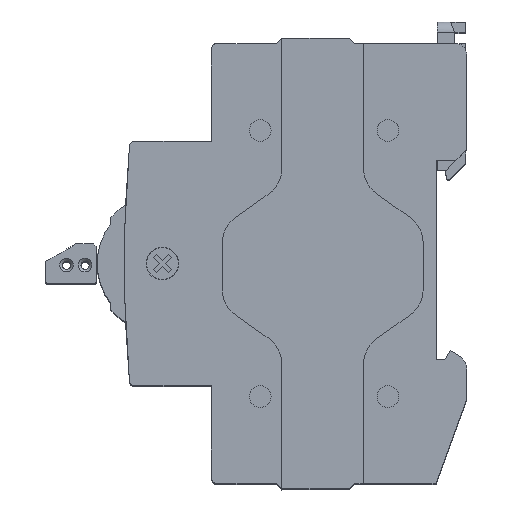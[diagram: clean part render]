
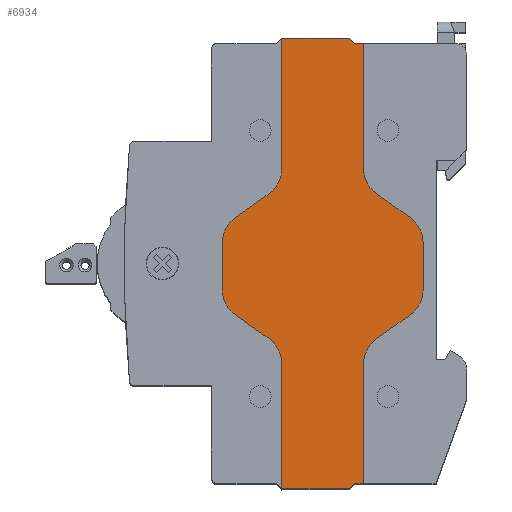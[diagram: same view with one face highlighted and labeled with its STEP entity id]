
A CAD part, top view. The second image highlights one B-rep face of the part: STEP entity #6934.
In plain terms, the highlighted planar face has unit normal (0, 0, 1).
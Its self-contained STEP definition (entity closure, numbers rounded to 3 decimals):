
#325=CIRCLE('',#7505,6.);
#326=CIRCLE('',#7508,6.);
#327=CIRCLE('',#7511,6.);
#328=CIRCLE('',#7514,6.);
#329=CIRCLE('',#7518,6.);
#330=CIRCLE('',#7521,6.);
#331=CIRCLE('',#7524,6.);
#332=CIRCLE('',#7527,6.);
#2041=ORIENTED_EDGE('',*,*,#2508,.F.);
#2042=ORIENTED_EDGE('',*,*,#3168,.F.);
#2043=ORIENTED_EDGE('',*,*,#3166,.F.);
#2044=ORIENTED_EDGE('',*,*,#3164,.F.);
#2045=ORIENTED_EDGE('',*,*,#3162,.F.);
#2046=ORIENTED_EDGE('',*,*,#3160,.F.);
#2047=ORIENTED_EDGE('',*,*,#3158,.F.);
#2048=ORIENTED_EDGE('',*,*,#3156,.F.);
#2049=ORIENTED_EDGE('',*,*,#3154,.F.);
#2050=ORIENTED_EDGE('',*,*,#3152,.F.);
#2051=ORIENTED_EDGE('',*,*,#2468,.F.);
#2052=ORIENTED_EDGE('',*,*,#2428,.F.);
#2053=ORIENTED_EDGE('',*,*,#2936,.F.);
#2054=ORIENTED_EDGE('',*,*,#3151,.F.);
#2055=ORIENTED_EDGE('',*,*,#3149,.F.);
#2056=ORIENTED_EDGE('',*,*,#3147,.F.);
#2057=ORIENTED_EDGE('',*,*,#3145,.F.);
#2058=ORIENTED_EDGE('',*,*,#3143,.F.);
#2059=ORIENTED_EDGE('',*,*,#3141,.F.);
#2060=ORIENTED_EDGE('',*,*,#3139,.F.);
#2061=ORIENTED_EDGE('',*,*,#3137,.F.);
#2062=ORIENTED_EDGE('',*,*,#3135,.F.);
#2063=ORIENTED_EDGE('',*,*,#2424,.F.);
#2064=ORIENTED_EDGE('',*,*,#2455,.F.);
#2424=EDGE_CURVE('',#3354,#3352,#4011,.T.);
#2428=EDGE_CURVE('',#3358,#3359,#4015,.T.);
#2455=EDGE_CURVE('',#3384,#3354,#4042,.T.);
#2468=EDGE_CURVE('',#3359,#3395,#4051,.T.);
#2508=EDGE_CURVE('',#3433,#3384,#4079,.T.);
#2936=EDGE_CURVE('',#3743,#3358,#4412,.T.);
#3135=EDGE_CURVE('',#3352,#3840,#4563,.T.);
#3137=EDGE_CURVE('',#3840,#3841,#325,.T.);
#3139=EDGE_CURVE('',#3841,#3842,#4566,.T.);
#3141=EDGE_CURVE('',#3842,#3843,#326,.T.);
#3143=EDGE_CURVE('',#3843,#3844,#4569,.T.);
#3145=EDGE_CURVE('',#3844,#3845,#327,.T.);
#3147=EDGE_CURVE('',#3845,#3846,#4572,.T.);
#3149=EDGE_CURVE('',#3846,#3847,#328,.T.);
#3151=EDGE_CURVE('',#3847,#3743,#4575,.T.);
#3152=EDGE_CURVE('',#3395,#3848,#4576,.T.);
#3154=EDGE_CURVE('',#3848,#3849,#329,.T.);
#3156=EDGE_CURVE('',#3849,#3850,#4579,.T.);
#3158=EDGE_CURVE('',#3850,#3851,#330,.T.);
#3160=EDGE_CURVE('',#3851,#3852,#4582,.T.);
#3162=EDGE_CURVE('',#3852,#3853,#331,.T.);
#3164=EDGE_CURVE('',#3853,#3854,#4585,.T.);
#3166=EDGE_CURVE('',#3854,#3855,#332,.T.);
#3168=EDGE_CURVE('',#3855,#3433,#4588,.T.);
#3352=VERTEX_POINT('',#9822);
#3354=VERTEX_POINT('',#9826);
#3358=VERTEX_POINT('',#9835);
#3359=VERTEX_POINT('',#9837);
#3384=VERTEX_POINT('',#9889);
#3395=VERTEX_POINT('',#9915);
#3433=VERTEX_POINT('',#9994);
#3743=VERTEX_POINT('',#10898);
#3840=VERTEX_POINT('',#11344);
#3841=VERTEX_POINT('',#11348);
#3842=VERTEX_POINT('',#11352);
#3843=VERTEX_POINT('',#11356);
#3844=VERTEX_POINT('',#11360);
#3845=VERTEX_POINT('',#11364);
#3846=VERTEX_POINT('',#11368);
#3847=VERTEX_POINT('',#11372);
#3848=VERTEX_POINT('',#11378);
#3849=VERTEX_POINT('',#11382);
#3850=VERTEX_POINT('',#11386);
#3851=VERTEX_POINT('',#11390);
#3852=VERTEX_POINT('',#11394);
#3853=VERTEX_POINT('',#11398);
#3854=VERTEX_POINT('',#11402);
#3855=VERTEX_POINT('',#11406);
#4011=LINE('',#9827,#4762);
#4015=LINE('',#9836,#4766);
#4042=LINE('',#9890,#4793);
#4051=LINE('',#9914,#4802);
#4079=LINE('',#9995,#4830);
#4412=LINE('',#10904,#5163);
#4563=LINE('',#11343,#5314);
#4566=LINE('',#11351,#5317);
#4569=LINE('',#11359,#5320);
#4572=LINE('',#11367,#5323);
#4575=LINE('',#11375,#5326);
#4576=LINE('',#11377,#5327);
#4579=LINE('',#11385,#5330);
#4582=LINE('',#11393,#5333);
#4585=LINE('',#11401,#5336);
#4588=LINE('',#11409,#5339);
#4762=VECTOR('',#7846,1000.);
#4766=VECTOR('',#7852,1000.);
#4793=VECTOR('',#7881,1000.);
#4802=VECTOR('',#7900,1000.);
#4830=VECTOR('',#7956,1000.);
#5163=VECTOR('',#8759,1000.);
#5314=VECTOR('',#9236,1000.);
#5317=VECTOR('',#9245,1000.);
#5320=VECTOR('',#9254,1000.);
#5323=VECTOR('',#9263,1000.);
#5326=VECTOR('',#9272,1000.);
#5327=VECTOR('',#9275,1000.);
#5330=VECTOR('',#9284,1000.);
#5333=VECTOR('',#9293,1000.);
#5336=VECTOR('',#9302,1000.);
#5339=VECTOR('',#9311,1000.);
#5802=EDGE_LOOP('',(#2041,#2042,#2043,#2044,#2045,#2046,#2047,#2048,#2049,
#2050,#2051,#2052,#2053,#2054,#2055,#2056,#2057,#2058,#2059,#2060,#2061,
#2062,#2063,#2064));
#6251=FACE_BOUND('',#5802,.T.);
#6562=PLANE('',#7529);
#6934=ADVANCED_FACE('',(#6251),#6562,.T.);
#7505=AXIS2_PLACEMENT_3D('',#11347,#9240,#9241);
#7508=AXIS2_PLACEMENT_3D('',#11355,#9249,#9250);
#7511=AXIS2_PLACEMENT_3D('',#11363,#9258,#9259);
#7514=AXIS2_PLACEMENT_3D('',#11371,#9267,#9268);
#7518=AXIS2_PLACEMENT_3D('',#11381,#9279,#9280);
#7521=AXIS2_PLACEMENT_3D('',#11389,#9288,#9289);
#7524=AXIS2_PLACEMENT_3D('',#11397,#9297,#9298);
#7527=AXIS2_PLACEMENT_3D('',#11405,#9306,#9307);
#7529=AXIS2_PLACEMENT_3D('',#11410,#9312,#9313);
#7846=DIRECTION('',(-1.,0.,0.));
#7852=DIRECTION('',(0.707,-0.707,0.));
#7881=DIRECTION('',(-0.707,-0.707,0.));
#7900=DIRECTION('',(1.,0.,0.));
#7956=DIRECTION('',(-1.,0.,0.));
#8759=DIRECTION('',(1.,0.,0.));
#9236=DIRECTION('',(0.,1.,0.));
#9240=DIRECTION('',(0.,0.,1.));
#9241=DIRECTION('',(0.,1.,0.));
#9245=DIRECTION('',(-0.819,0.574,0.));
#9249=DIRECTION('',(0.,0.,-1.));
#9250=DIRECTION('',(0.,1.,0.));
#9254=DIRECTION('',(0.,1.,0.));
#9258=DIRECTION('',(0.,0.,-1.));
#9259=DIRECTION('',(0.,1.,0.));
#9263=DIRECTION('',(0.819,0.574,0.));
#9267=DIRECTION('',(0.,0.,1.));
#9268=DIRECTION('',(0.,1.,0.));
#9272=DIRECTION('',(0.,1.,0.));
#9275=DIRECTION('',(0.,-1.,0.));
#9279=DIRECTION('',(0.,0.,1.));
#9280=DIRECTION('',(0.,1.,0.));
#9284=DIRECTION('',(0.819,-0.574,0.));
#9288=DIRECTION('',(0.,0.,-1.));
#9289=DIRECTION('',(0.,1.,0.));
#9293=DIRECTION('',(0.,-1.,0.));
#9297=DIRECTION('',(0.,0.,-1.));
#9298=DIRECTION('',(0.,1.,0.));
#9302=DIRECTION('',(-0.819,-0.574,0.));
#9306=DIRECTION('',(0.,0.,1.));
#9307=DIRECTION('',(0.,1.,0.));
#9311=DIRECTION('',(0.,-1.,0.));
#9312=DIRECTION('',(0.,0.,1.));
#9313=DIRECTION('',(1.,0.,0.));
#9822=CARTESIAN_POINT('',(0.,-41.5,26.7));
#9826=CARTESIAN_POINT('',(12.36,-41.5,26.7));
#9827=CARTESIAN_POINT('',(0.,-41.5,26.7));
#9835=CARTESIAN_POINT('',(12.36,41.5,26.7));
#9836=CARTESIAN_POINT('',(13.36,40.5,26.7));
#9837=CARTESIAN_POINT('',(13.36,40.5,26.7));
#9889=CARTESIAN_POINT('',(13.36,-40.5,26.7));
#9890=CARTESIAN_POINT('',(13.36,-40.5,26.7));
#9914=CARTESIAN_POINT('',(13.36,40.5,26.7));
#9915=CARTESIAN_POINT('',(15.,40.5,26.7));
#9994=CARTESIAN_POINT('',(15.,-40.5,26.7));
#9995=CARTESIAN_POINT('',(13.36,-40.5,26.7));
#10898=CARTESIAN_POINT('',(0.,41.5,26.7));
#10904=CARTESIAN_POINT('',(0.,41.5,26.7));
#11343=CARTESIAN_POINT('',(0.,-18.623,26.7));
#11344=CARTESIAN_POINT('',(0.,-18.623,26.7));
#11347=CARTESIAN_POINT('',(-6.,-18.623,26.7));
#11348=CARTESIAN_POINT('',(-2.559,-13.708,26.7));
#11351=CARTESIAN_POINT('',(-8.441,-9.589,26.7));
#11352=CARTESIAN_POINT('',(-8.441,-9.589,26.7));
#11355=CARTESIAN_POINT('',(-5.,-4.674,26.7));
#11356=CARTESIAN_POINT('',(-11.,-4.674,26.7));
#11359=CARTESIAN_POINT('',(-11.,3.674,26.7));
#11360=CARTESIAN_POINT('',(-11.,3.674,26.7));
#11363=CARTESIAN_POINT('',(-5.,3.674,26.7));
#11364=CARTESIAN_POINT('',(-8.441,8.589,26.7));
#11367=CARTESIAN_POINT('',(-8.441,8.589,26.7));
#11368=CARTESIAN_POINT('',(-2.559,12.708,26.7));
#11371=CARTESIAN_POINT('',(-6.,17.623,26.7));
#11372=CARTESIAN_POINT('',(0.,17.623,26.7));
#11375=CARTESIAN_POINT('',(0.,41.5,26.7));
#11377=CARTESIAN_POINT('',(15.,17.623,26.7));
#11378=CARTESIAN_POINT('',(15.,17.623,26.7));
#11381=CARTESIAN_POINT('',(21.,17.623,26.7));
#11382=CARTESIAN_POINT('',(17.559,12.708,26.7));
#11385=CARTESIAN_POINT('',(17.559,12.708,26.7));
#11386=CARTESIAN_POINT('',(23.441,8.589,26.7));
#11389=CARTESIAN_POINT('',(20.,3.674,26.7));
#11390=CARTESIAN_POINT('',(26.,3.674,26.7));
#11393=CARTESIAN_POINT('',(26.,-4.674,26.7));
#11394=CARTESIAN_POINT('',(26.,-4.674,26.7));
#11397=CARTESIAN_POINT('',(20.,-4.674,26.7));
#11398=CARTESIAN_POINT('',(23.441,-9.589,26.7));
#11401=CARTESIAN_POINT('',(17.559,-13.708,26.7));
#11402=CARTESIAN_POINT('',(17.559,-13.708,26.7));
#11405=CARTESIAN_POINT('',(21.,-18.623,26.7));
#11406=CARTESIAN_POINT('',(15.,-18.623,26.7));
#11409=CARTESIAN_POINT('',(15.,-40.5,26.7));
#11410=CARTESIAN_POINT('',(-6.,-18.623,26.7));
